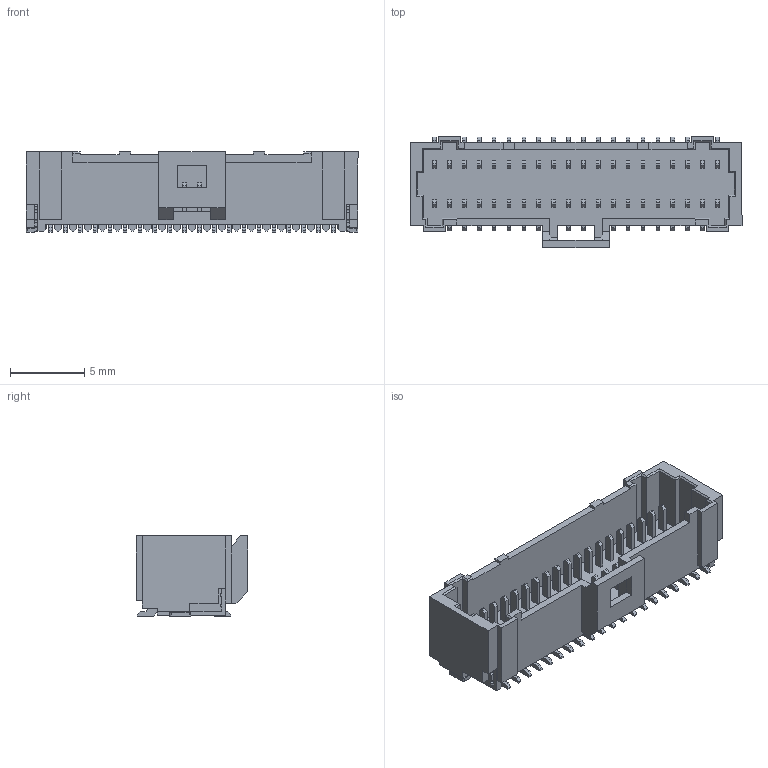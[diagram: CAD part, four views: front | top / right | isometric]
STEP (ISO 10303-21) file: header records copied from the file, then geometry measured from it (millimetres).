
FILE_DESCRIPTION (( 'STEP AP214' ), '1' );
FILE_NAME ('FWF10012-D40S23NAM-REF.STEP', '2025-10-11T02:13:33', ( '' ), ( '' ), 'SwSTEP 2.0', 'SolidWorks 2021', '' );
FILE_SCHEMA (( 'AUTOMOTIVE_DESIGN' ));
Length unit declared in the file: millimetre
Products named in the file (1): FWF10012-D40S23NAM-REF
Bounding box: 22.3 x 7.5 x 5.4 mm (x, y, z)
Volume: 246.8 mm3; surface area: 1053.3 mm2
Topology: 1 solids, 1 shells, 1093 faces, 2997 edges, 1984 vertices
Faces by surface type: plane 1077, cylinder 16
Entity records: 33929 total; most frequent: CARTESIAN_POINT 6075, ORIENTED_EDGE 5994, DIRECTION 5217, EDGE_CURVE 2997, LINE 2965, VECTOR 2965, VERTEX_POINT 1984, EDGE_LOOP 1175
